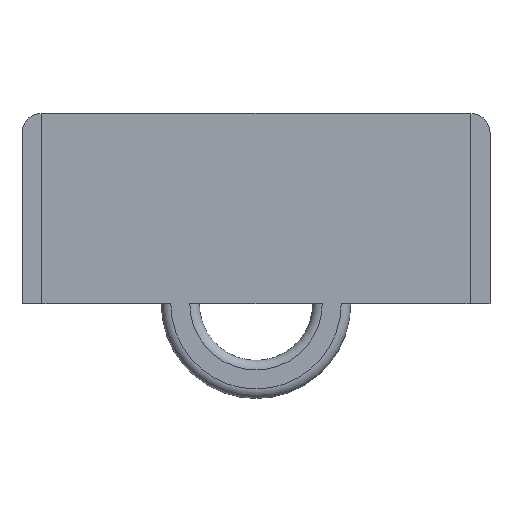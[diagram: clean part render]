
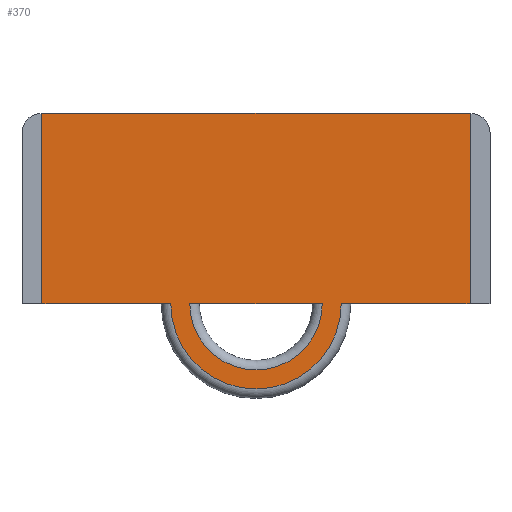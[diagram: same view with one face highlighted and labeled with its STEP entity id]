
A CAD part, top view. The second image highlights one B-rep face of the part: STEP entity #370.
In plain terms, the highlighted planar face has unit normal (0, 0, 1).
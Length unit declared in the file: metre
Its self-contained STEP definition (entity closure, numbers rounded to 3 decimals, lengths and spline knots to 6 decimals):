
#22=PLANE('',#415);
#40=CIRCLE('',#416,0.008958);
#41=CIRCLE('',#417,0.006958);
#96=ORIENTED_EDGE('',*,*,#196,.T.);
#97=ORIENTED_EDGE('',*,*,#171,.F.);
#98=ORIENTED_EDGE('',*,*,#180,.F.);
#99=ORIENTED_EDGE('',*,*,#185,.T.);
#100=ORIENTED_EDGE('',*,*,#189,.T.);
#101=ORIENTED_EDGE('',*,*,#167,.F.);
#102=ORIENTED_EDGE('',*,*,#190,.F.);
#103=ORIENTED_EDGE('',*,*,#197,.T.);
#167=EDGE_CURVE('',#221,#214,#253,.T.);
#171=EDGE_CURVE('',#224,#225,#255,.T.);
#180=EDGE_CURVE('',#231,#224,#262,.T.);
#185=EDGE_CURVE('',#231,#236,#267,.T.);
#189=EDGE_CURVE('',#236,#214,#271,.T.);
#190=EDGE_CURVE('',#238,#239,#272,.T.);
#196=EDGE_CURVE('',#221,#225,#40,.T.);
#197=EDGE_CURVE('',#238,#239,#41,.F.);
#214=VERTEX_POINT('',#563);
#221=VERTEX_POINT('',#576);
#224=VERTEX_POINT('',#586);
#225=VERTEX_POINT('',#587);
#231=VERTEX_POINT('',#602);
#236=VERTEX_POINT('',#613);
#238=VERTEX_POINT('',#623);
#239=VERTEX_POINT('',#624);
#253=LINE('',#577,#287);
#255=LINE('',#585,#289);
#262=LINE('',#603,#296);
#267=LINE('',#614,#301);
#271=LINE('',#620,#305);
#272=LINE('',#622,#306);
#287=VECTOR('',#456,1.);
#289=VECTOR('',#466,1.);
#296=VECTOR('',#479,1.);
#301=VECTOR('',#486,1.);
#305=VECTOR('',#492,1.);
#306=VECTOR('',#495,1.);
#322=EDGE_LOOP('',(#96,#97,#98,#99,#100,#101));
#323=EDGE_LOOP('',(#102,#103));
#344=FACE_BOUND('',#322,.T.);
#345=FACE_BOUND('',#323,.T.);
#370=ADVANCED_FACE('',(#344,#345),#22,.T.);
#415=AXIS2_PLACEMENT_3D('',#632,#505,#506);
#416=AXIS2_PLACEMENT_3D('',#633,#507,#508);
#417=AXIS2_PLACEMENT_3D('',#634,#509,#510);
#456=DIRECTION('',(-1.,0.,0.));
#466=DIRECTION('',(-1.,0.,0.));
#479=DIRECTION('',(0.,-1.,0.));
#486=DIRECTION('',(-1.,0.,0.));
#492=DIRECTION('',(0.,-1.,0.));
#495=DIRECTION('',(-1.,0.,0.));
#505=DIRECTION('',(0.,0.,1.));
#506=DIRECTION('',(1.,0.,0.));
#507=DIRECTION('',(0.,0.,1.));
#508=DIRECTION('',(1.,0.,0.));
#509=DIRECTION('',(0.,0.,1.));
#510=DIRECTION('',(1.,0.,0.));
#563=CARTESIAN_POINT('',(-0.0225,-0.01,0.0021));
#576=CARTESIAN_POINT('',(-0.008958,-0.01,0.0021));
#577=CARTESIAN_POINT('',(-0.016229,-0.01,0.0021));
#585=CARTESIAN_POINT('',(0.016229,-0.01,0.0021));
#586=CARTESIAN_POINT('',(0.0225,-0.01,0.0021));
#587=CARTESIAN_POINT('',(0.008958,-0.01,0.0021));
#602=CARTESIAN_POINT('',(0.0225,0.01,0.0021));
#603=CARTESIAN_POINT('',(0.0225,0.,0.0021));
#613=CARTESIAN_POINT('',(-0.0225,0.01,0.0021));
#614=CARTESIAN_POINT('',(0.,0.01,0.0021));
#620=CARTESIAN_POINT('',(-0.0225,0.,0.0021));
#622=CARTESIAN_POINT('',(0.,-0.01,0.0021));
#623=CARTESIAN_POINT('',(0.006958,-0.01,0.0021));
#624=CARTESIAN_POINT('',(-0.006958,-0.01,0.0021));
#632=CARTESIAN_POINT('',(0.,-0.004979,0.0021));
#633=CARTESIAN_POINT('',(0.,-0.01,0.0021));
#634=CARTESIAN_POINT('',(0.,-0.01,0.0021));
